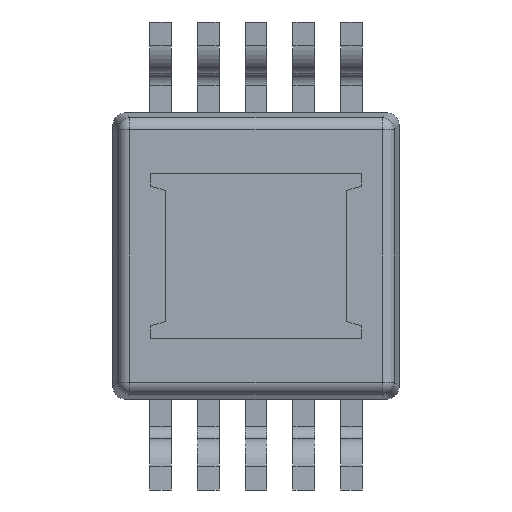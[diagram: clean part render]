
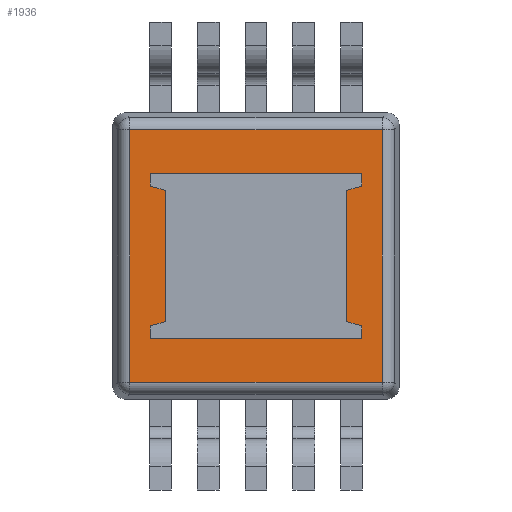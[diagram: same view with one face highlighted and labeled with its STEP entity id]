
A CAD part, front view. The second image highlights one B-rep face of the part: STEP entity #1936.
In plain terms, the highlighted planar face has unit normal (0, -1, 0).
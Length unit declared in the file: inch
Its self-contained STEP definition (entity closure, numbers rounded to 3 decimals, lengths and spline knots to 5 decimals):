
#664=DIRECTION('',(0.,0.,-1.));
#665=VECTOR('',#664,0.10416);
#666=CARTESIAN_POINT('',(-0.05208,-0.0205,0.05208));
#667=LINE('',#666,#665);
#678=DIRECTION('',(0.,0.,1.));
#679=VECTOR('',#678,0.05409);
#680=CARTESIAN_POINT('',(-0.0374,-0.0205,-0.02705));
#681=LINE('',#680,#679);
#685=DIRECTION('',(-0.961,0.,-0.278));
#686=VECTOR('',#685,0.00637);
#687=CARTESIAN_POINT('',(-0.0374,-0.0205,-0.02705));
#688=LINE('',#687,#686);
#692=DIRECTION('',(0.,0.,1.));
#693=VECTOR('',#692,0.00524);
#694=CARTESIAN_POINT('',(-0.04352,-0.0205,-0.03406));
#695=LINE('',#694,#693);
#699=DIRECTION('',(-1.,0.,0.));
#700=VECTOR('',#699,0.08704);
#701=CARTESIAN_POINT('',(0.04352,-0.0205,-0.03406));
#702=LINE('',#701,#700);
#706=DIRECTION('',(0.,0.,-1.));
#707=VECTOR('',#706,0.00524);
#708=CARTESIAN_POINT('',(0.04352,-0.0205,-0.02882));
#709=LINE('',#708,#707);
#713=DIRECTION('',(0.961,0.,-0.278));
#714=VECTOR('',#713,0.00637);
#715=CARTESIAN_POINT('',(0.0374,-0.0205,-0.02705));
#716=LINE('',#715,#714);
#720=DIRECTION('',(0.,0.,-1.));
#721=VECTOR('',#720,0.05409);
#722=CARTESIAN_POINT('',(0.0374,-0.0205,0.02705));
#723=LINE('',#722,#721);
#727=DIRECTION('',(0.961,0.,0.278));
#728=VECTOR('',#727,0.00637);
#729=CARTESIAN_POINT('',(0.0374,-0.0205,0.02705));
#730=LINE('',#729,#728);
#734=DIRECTION('',(0.,0.,-1.));
#735=VECTOR('',#734,0.00524);
#736=CARTESIAN_POINT('',(0.04352,-0.0205,0.03406));
#737=LINE('',#736,#735);
#741=DIRECTION('',(1.,0.,0.));
#742=VECTOR('',#741,0.08704);
#743=CARTESIAN_POINT('',(-0.04352,-0.0205,0.03406));
#744=LINE('',#743,#742);
#748=DIRECTION('',(0.,0.,1.));
#749=VECTOR('',#748,0.00524);
#750=CARTESIAN_POINT('',(-0.04352,-0.0205,0.02882));
#751=LINE('',#750,#749);
#755=DIRECTION('',(-0.961,0.,0.278));
#756=VECTOR('',#755,0.00637);
#757=CARTESIAN_POINT('',(-0.0374,-0.0205,0.02705));
#758=LINE('',#757,#756);
#762=DIRECTION('',(0.,0.,1.));
#763=VECTOR('',#762,0.10416);
#764=CARTESIAN_POINT('',(0.05208,-0.0205,-0.05208));
#765=LINE('',#764,#763);
#800=DIRECTION('',(-1.,0.,0.));
#801=VECTOR('',#800,0.10416);
#802=CARTESIAN_POINT('',(0.05208,-0.0205,0.05208));
#803=LINE('',#802,#801);
#852=DIRECTION('',(1.,0.,0.));
#853=VECTOR('',#852,0.10416);
#854=CARTESIAN_POINT('',(-0.05208,-0.0205,-0.05208));
#855=LINE('',#854,#853);
#1224=CARTESIAN_POINT('',(0.05208,-0.0205,-0.05208));
#1225=CARTESIAN_POINT('',(0.05208,-0.0205,0.05208));
#1226=VERTEX_POINT('',#1224);
#1227=VERTEX_POINT('',#1225);
#1282=CARTESIAN_POINT('',(-0.05208,-0.0205,-0.05208));
#1283=VERTEX_POINT('',#1282);
#1304=CARTESIAN_POINT('',(-0.05208,-0.0205,0.05208));
#1305=VERTEX_POINT('',#1304);
#1356=CARTESIAN_POINT('',(-0.0374,-0.0205,-0.02705));
#1357=CARTESIAN_POINT('',(-0.0374,-0.0205,0.02705));
#1358=VERTEX_POINT('',#1356);
#1359=VERTEX_POINT('',#1357);
#1360=CARTESIAN_POINT('',(-0.04352,-0.0205,0.03406));
#1361=CARTESIAN_POINT('',(0.04352,-0.0205,0.03406));
#1362=VERTEX_POINT('',#1360);
#1363=VERTEX_POINT('',#1361);
#1364=CARTESIAN_POINT('',(0.0374,-0.0205,0.02705));
#1365=CARTESIAN_POINT('',(0.0374,-0.0205,-0.02705));
#1366=VERTEX_POINT('',#1364);
#1367=VERTEX_POINT('',#1365);
#1368=CARTESIAN_POINT('',(0.04352,-0.0205,-0.03406));
#1369=CARTESIAN_POINT('',(-0.04352,-0.0205,-0.03406));
#1370=VERTEX_POINT('',#1368);
#1371=VERTEX_POINT('',#1369);
#1372=CARTESIAN_POINT('',(0.04352,-0.0205,0.02882));
#1373=VERTEX_POINT('',#1372);
#1374=CARTESIAN_POINT('',(0.04352,-0.0205,-0.02882));
#1375=VERTEX_POINT('',#1374);
#1376=CARTESIAN_POINT('',(-0.04352,-0.0205,-0.02882));
#1377=VERTEX_POINT('',#1376);
#1378=CARTESIAN_POINT('',(-0.04352,-0.0205,0.02882));
#1379=VERTEX_POINT('',#1378);
#1896=CARTESIAN_POINT('',(0.,-0.0205,0.));
#1897=DIRECTION('',(0.,-1.,0.));
#1898=DIRECTION('',(-1.,0.,0.));
#1899=AXIS2_PLACEMENT_3D('',#1896,#1897,#1898);
#1900=PLANE('',#1899);
#1902=ORIENTED_EDGE('',*,*,#1901,.F.);
#1904=ORIENTED_EDGE('',*,*,#1903,.F.);
#1905=ORIENTED_EDGE('',*,*,#1887,.F.);
#1907=ORIENTED_EDGE('',*,*,#1906,.F.);
#1908=EDGE_LOOP('',(#1902,#1904,#1905,#1907));
#1909=FACE_OUTER_BOUND('',#1908,.F.);
#1911=ORIENTED_EDGE('',*,*,#1910,.F.);
#1913=ORIENTED_EDGE('',*,*,#1912,.T.);
#1915=ORIENTED_EDGE('',*,*,#1914,.F.);
#1917=ORIENTED_EDGE('',*,*,#1916,.F.);
#1919=ORIENTED_EDGE('',*,*,#1918,.F.);
#1921=ORIENTED_EDGE('',*,*,#1920,.F.);
#1923=ORIENTED_EDGE('',*,*,#1922,.F.);
#1925=ORIENTED_EDGE('',*,*,#1924,.T.);
#1927=ORIENTED_EDGE('',*,*,#1926,.F.);
#1929=ORIENTED_EDGE('',*,*,#1928,.F.);
#1931=ORIENTED_EDGE('',*,*,#1930,.F.);
#1933=ORIENTED_EDGE('',*,*,#1932,.F.);
#1934=EDGE_LOOP('',(#1911,#1913,#1915,#1917,#1919,#1921,#1923,#1925,#1927,#1929,
#1931,#1933));
#1935=FACE_BOUND('',#1934,.F.);
#1936=ADVANCED_FACE('',(#1909,#1935),#1900,.T.);
#1887=EDGE_CURVE('',#1305,#1283,#667,.T.);
#1901=EDGE_CURVE('',#1226,#1227,#765,.T.);
#1903=EDGE_CURVE('',#1283,#1226,#855,.T.);
#1906=EDGE_CURVE('',#1227,#1305,#803,.T.);
#1910=EDGE_CURVE('',#1358,#1359,#681,.T.);
#1912=EDGE_CURVE('',#1358,#1377,#688,.T.);
#1914=EDGE_CURVE('',#1371,#1377,#695,.T.);
#1916=EDGE_CURVE('',#1370,#1371,#702,.T.);
#1918=EDGE_CURVE('',#1375,#1370,#709,.T.);
#1920=EDGE_CURVE('',#1367,#1375,#716,.T.);
#1922=EDGE_CURVE('',#1366,#1367,#723,.T.);
#1924=EDGE_CURVE('',#1366,#1373,#730,.T.);
#1926=EDGE_CURVE('',#1363,#1373,#737,.T.);
#1928=EDGE_CURVE('',#1362,#1363,#744,.T.);
#1930=EDGE_CURVE('',#1379,#1362,#751,.T.);
#1932=EDGE_CURVE('',#1359,#1379,#758,.T.);
